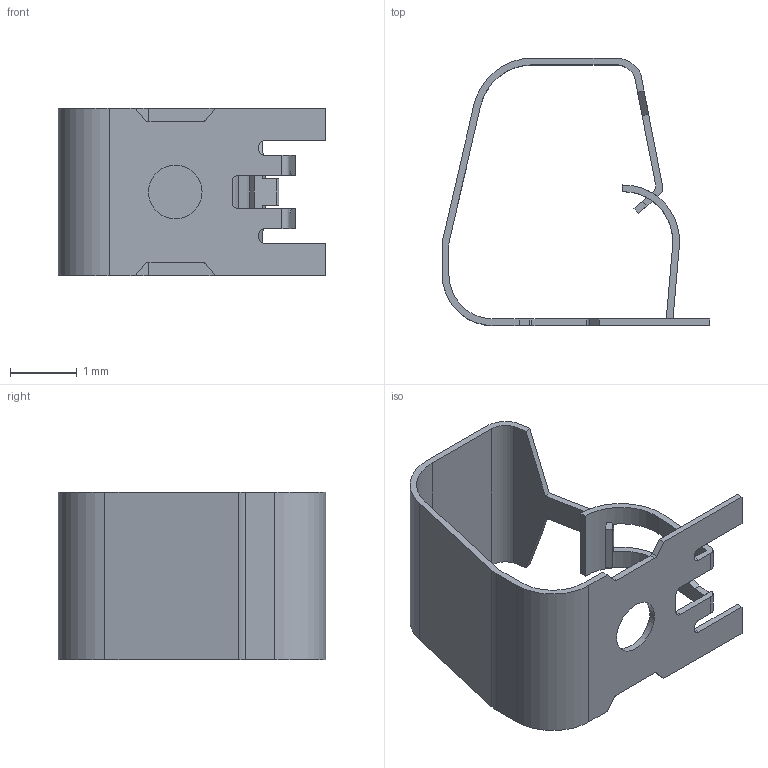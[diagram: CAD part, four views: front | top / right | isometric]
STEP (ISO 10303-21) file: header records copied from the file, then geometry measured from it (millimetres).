
FILE_DESCRIPTION((''),'2;1');
FILE_NAME('S7041-42','2012-01-13T',('wbourne'),(''),'PRO/ENGINEER BY PARAMETRIC TECHNOLOGY CORPORATION, 2010280','PRO/ENGINEER BY PARAMETRIC TECHNOLOGY CORPORATION, 2010280','');
FILE_SCHEMA(('CONFIG_CONTROL_DESIGN','SHAPE_APPEARANCE_LAYERS_GROUPS'));
Length unit declared in the file: millimetre
Products named in the file (1): S7041-42
Bounding box: 4 x 4 x 2.5 mm (x, y, z)
Volume: 2.5 mm3; surface area: 55.4 mm2
Topology: 1 solids, 1 shells, 84 faces, 248 edges, 164 vertices
Faces by surface type: plane 56, cylinder 28
Entity records: 3644 total; most frequent: CARTESIAN_POINT 496, ORIENTED_EDGE 496, DIRECTION 476, PRESENTATION_STYLE_ASSIGNMENT 252, STYLED_ITEM 249, CURVE_STYLE 248, EDGE_CURVE 248, VECTOR 188
